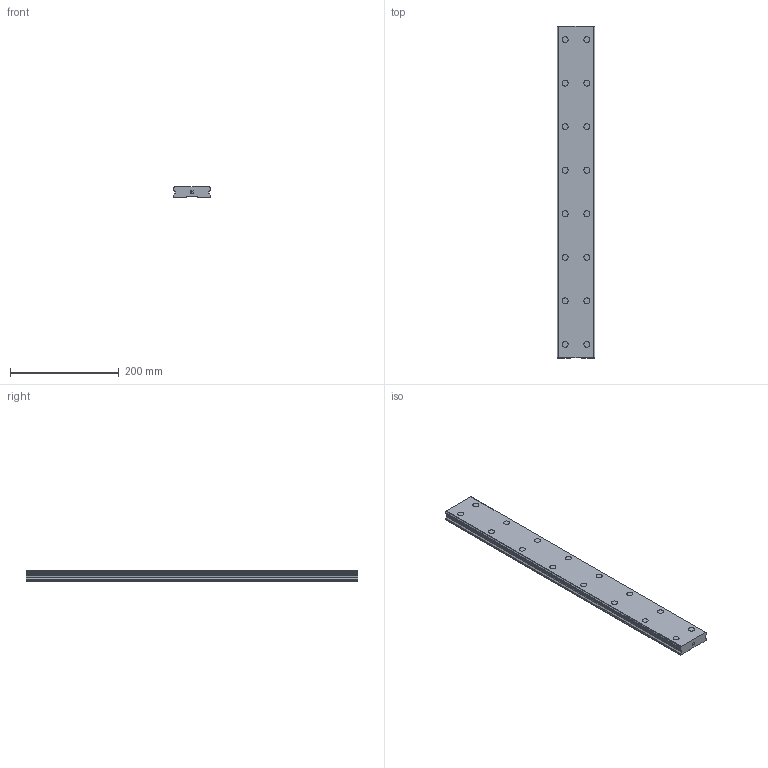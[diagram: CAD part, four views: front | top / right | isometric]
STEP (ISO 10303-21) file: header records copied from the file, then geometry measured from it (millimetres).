
FILE_DESCRIPTION(('STEP AP214'),'1');
FILE_NAME('cctmp_EB325483-A95E-43DE-9409-C6B82A70C821_2021_03_08_10_25_22_0526..stp','2021-03-08T09:25:22',('HIWIN GmbH'),('CADClick - www.CADClick.com'),'Spatial InterOp 3D',' ','unknown authorization');
FILE_SCHEMA(('AUTOMOTIVE_DESIGN'));
Length unit declared in the file: millimetre
Products named in the file (1): WER35R610H_FILE
Bounding box: 69 x 610 x 19 mm (x, y, z)
Volume: 735248.6 mm3; surface area: 121289.1 mm2
Topology: 1 solids, 1 shells, 247 faces, 579 edges, 386 vertices
Faces by surface type: plane 133, cylinder 114
Entity records: 9141 total; most frequent: DIRECTION 1303, CARTESIAN_POINT 1213, ORIENTED_EDGE 1158, EDGE_CURVE 579, AXIS2_PLACEMENT_3D 476, VERTEX_POINT 386, LINE 351, VECTOR 351
